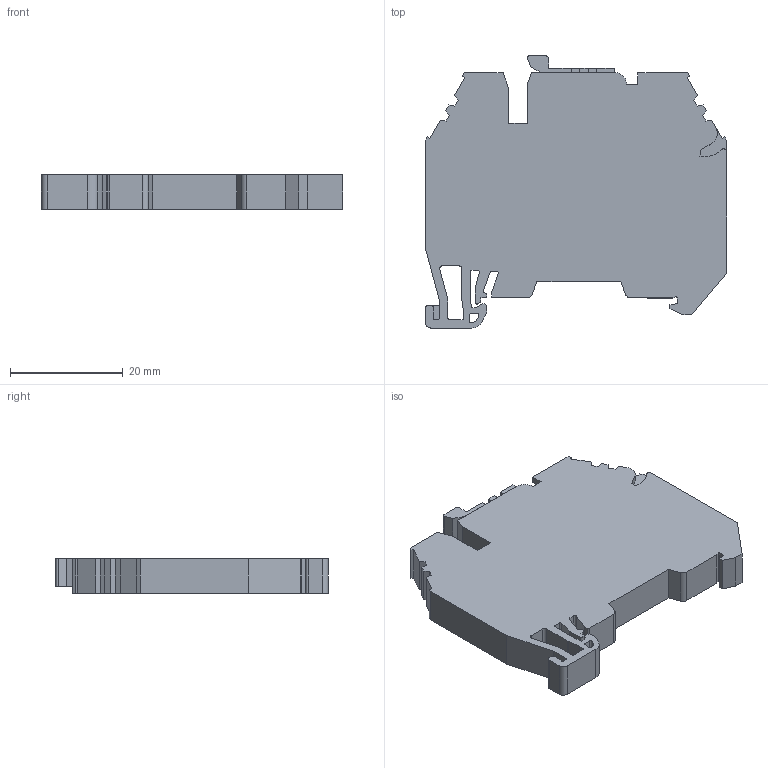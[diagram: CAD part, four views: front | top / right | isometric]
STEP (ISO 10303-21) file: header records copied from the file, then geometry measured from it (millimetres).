
FILE_DESCRIPTION (( 'STEP AP214' ), '1' );
FILE_NAME ('KN-KBD.step', '2015-05-04T11:26:45', ( '' ), ( '' ), 'SwSTEP 2.0', 'SolidWorks 2014', '' );
FILE_SCHEMA (( 'AUTOMOTIVE_DESIGN' ));
Length unit declared in the file: millimetre
Products named in the file (1): KN-KBD
Bounding box: 53.5 x 48.35 x 6.2 mm (x, y, z)
Volume: 11865.3 mm3; surface area: 6185.9 mm2
Topology: 2 solids, 2 shells, 178 faces, 513 edges, 342 vertices
Faces by surface type: plane 129, cylinder 49
Entity records: 6187 total; most frequent: CARTESIAN_POINT 1034, ORIENTED_EDGE 1026, DIRECTION 971, EDGE_CURVE 513, LINE 413, VECTOR 413, VERTEX_POINT 342, AXIS2_PLACEMENT_3D 279
